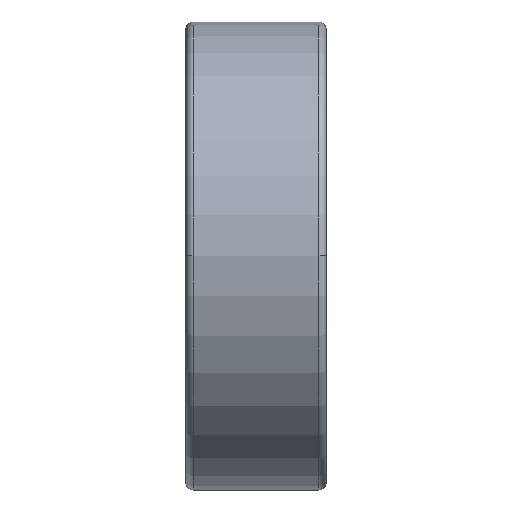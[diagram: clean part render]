
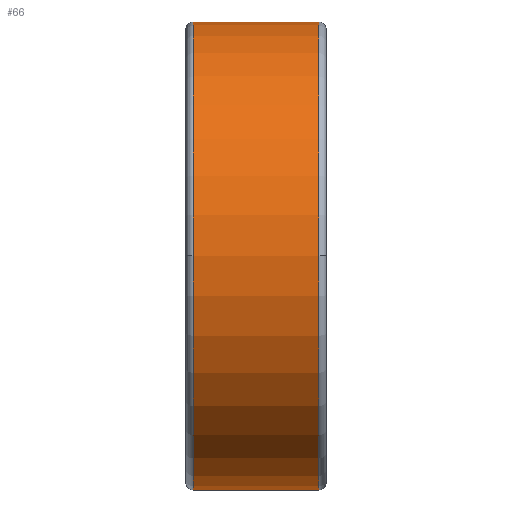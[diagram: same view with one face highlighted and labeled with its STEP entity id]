
A CAD part, top view. The second image highlights one B-rep face of the part: STEP entity #66.
In plain terms, the highlighted cylindrical face has radius 2.5 mm (diameter 5 mm), a partial arc.
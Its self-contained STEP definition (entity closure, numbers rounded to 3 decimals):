
#66=ADVANCED_FACE('',(#131),#132,.T.);
#131=FACE_OUTER_BOUND('',#267,.T.);
#132=CYLINDRICAL_SURFACE('',#268,2.5);
#267=EDGE_LOOP('',(#428,#429,#430,#431,#432,#433));
#268=AXIS2_PLACEMENT_3D('',#434,#435,#436);
#428=ORIENTED_EDGE('',*,*,#872,.F.);
#429=ORIENTED_EDGE('',*,*,#873,.T.);
#430=ORIENTED_EDGE('',*,*,#874,.T.);
#431=ORIENTED_EDGE('',*,*,#875,.F.);
#432=ORIENTED_EDGE('',*,*,#876,.F.);
#433=ORIENTED_EDGE('',*,*,#868,.F.);
#434=CARTESIAN_POINT('',(0.75,0.0,0.0));
#435=DIRECTION('',(1.0,0.0,0.0));
#436=DIRECTION('',(0.0,1.0,0.0));
#868=EDGE_CURVE('',#1017,#1019,#1020,.T.);
#872=EDGE_CURVE('',#1026,#1017,#1027,.T.);
#873=EDGE_CURVE('',#1026,#1028,#1029,.T.);
#874=EDGE_CURVE('',#1028,#1030,#1031,.T.);
#875=EDGE_CURVE('',#1032,#1030,#1033,.T.);
#876=EDGE_CURVE('',#1019,#1032,#1034,.T.);
#1017=VERTEX_POINT('',#1255);
#1019=VERTEX_POINT('',#1257);
#1020=CIRCLE('',#1258,2.5);
#1026=VERTEX_POINT('',#1264);
#1027=LINE('',#1265,#1266);
#1028=VERTEX_POINT('',#1267);
#1029=CIRCLE('',#1268,2.5);
#1030=VERTEX_POINT('',#1269);
#1031=CIRCLE('',#1270,2.5);
#1032=VERTEX_POINT('',#1271);
#1033=LINE('',#1272,#1273);
#1034=CIRCLE('',#1274,2.5);
#1255=CARTESIAN_POINT('',(1.42,2.5,0.0));
#1257=CARTESIAN_POINT('',(1.42,0.,2.5));
#1258=AXIS2_PLACEMENT_3D('',#1922,#1923,#1924);
#1264=CARTESIAN_POINT('',(0.08,2.5,0.0));
#1265=CARTESIAN_POINT('',(0.75,2.5,0.));
#1266=VECTOR('',#1934,1.0);
#1267=CARTESIAN_POINT('',(0.08,0.,2.5));
#1268=AXIS2_PLACEMENT_3D('',#1935,#1936,#1937);
#1269=CARTESIAN_POINT('',(0.08,-2.5,0.));
#1270=AXIS2_PLACEMENT_3D('',#1938,#1939,#1940);
#1271=CARTESIAN_POINT('',(1.42,-2.5,0.));
#1272=CARTESIAN_POINT('',(0.75,-2.5,0.));
#1273=VECTOR('',#1941,1.0);
#1274=AXIS2_PLACEMENT_3D('',#1942,#1943,#1944);
#1922=CARTESIAN_POINT('',(1.42,0.0,0.0));
#1923=DIRECTION('',(1.0,0.0,0.0));
#1924=DIRECTION('',(0.0,1.0,0.0));
#1934=DIRECTION('',(1.0,0.0,0.0));
#1935=CARTESIAN_POINT('',(0.08,0.0,0.0));
#1936=DIRECTION('',(1.0,0.0,0.0));
#1937=DIRECTION('',(0.0,1.0,0.0));
#1938=CARTESIAN_POINT('',(0.08,0.0,0.0));
#1939=DIRECTION('',(1.0,0.0,0.0));
#1940=DIRECTION('',(0.0,1.0,0.0));
#1941=DIRECTION('',(-1.0,-0.0,-0.0));
#1942=CARTESIAN_POINT('',(1.42,0.0,0.0));
#1943=DIRECTION('',(1.0,0.0,0.0));
#1944=DIRECTION('',(0.0,1.0,0.0));
